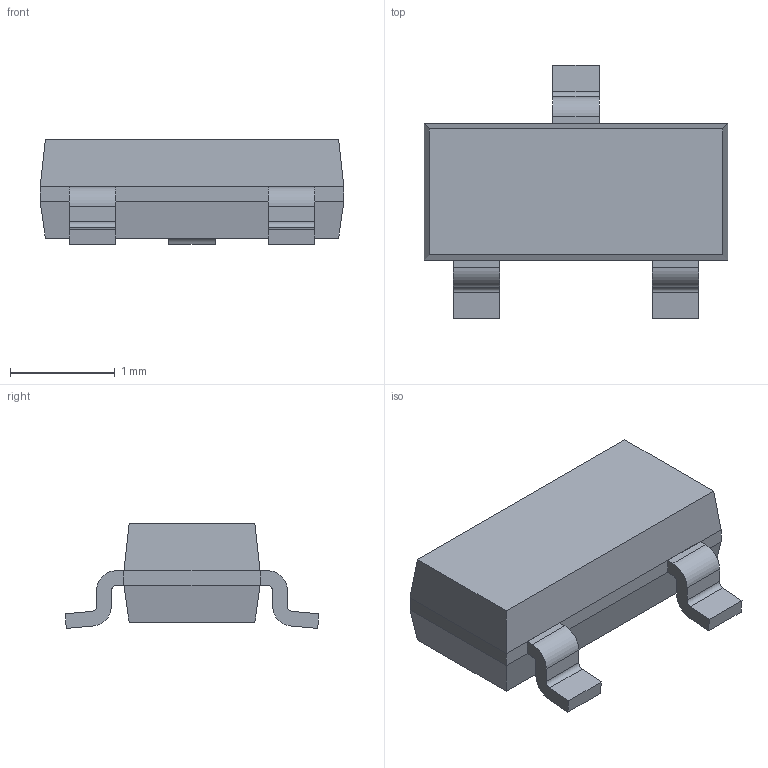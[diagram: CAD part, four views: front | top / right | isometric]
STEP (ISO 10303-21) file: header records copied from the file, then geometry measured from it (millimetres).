
FILE_DESCRIPTION(('FreeCAD Model'),'2;1');
FILE_NAME('Open CASCADE Shape Model','2024-02-11T15:30:55',(''),(''), 'Open CASCADE STEP processor 7.7','FreeCAD','Unknown');
FILE_SCHEMA(('AUTOMOTIVE_DESIGN { 1 0 10303 214 1 1 1 1 }'));
Length unit declared in the file: millimetre
Products named in the file (5): Part; Body; Leg; Array; Leg001 (Mirror #1)
Assembly tree (5 placements, depth 3):
  Part
    Body
    Leg
    Array
      Leg001 (Mirror #1)  x2
Bounding box: 2.9 x 2.42 x 1 mm (x, y, z)
Volume: 3.5 mm3; surface area: 17.8 mm2
Topology: 4 solids, 4 shells, 56 faces, 136 edges, 88 vertices
Faces by surface type: plane 44, cylinder 12
Entity records: 1315 total; most frequent: CARTESIAN_POINT 212, DIRECTION 212, ORIENTED_EDGE 200, EDGE_CURVE 100, LINE 84, VECTOR 84, AXIS2_PLACEMENT_3D 64, VERTEX_POINT 64
